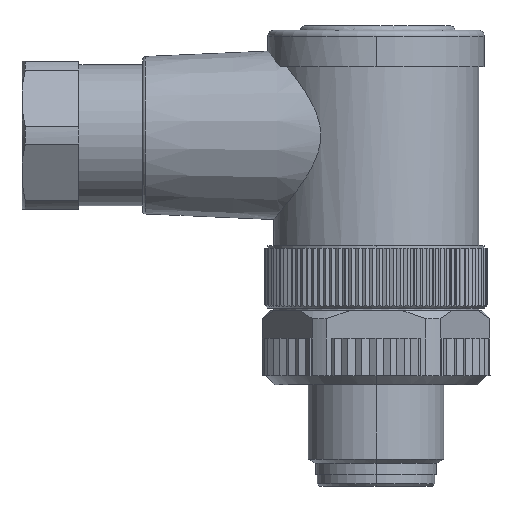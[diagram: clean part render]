
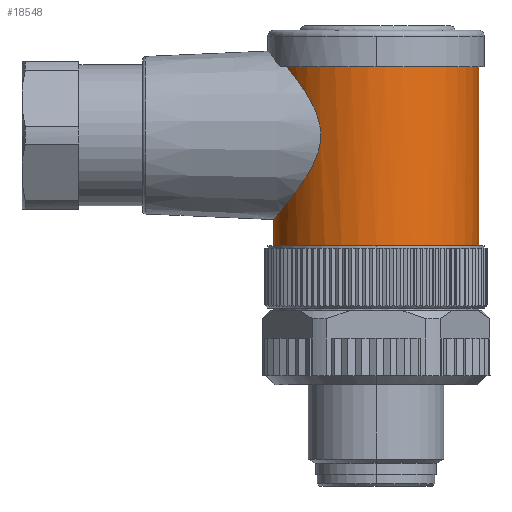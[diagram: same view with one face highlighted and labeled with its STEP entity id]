
A CAD part, left-side view. The second image highlights one B-rep face of the part: STEP entity #18548.
In plain terms, the highlighted cylindrical face has radius 9 mm (diameter 18 mm), a partial arc.
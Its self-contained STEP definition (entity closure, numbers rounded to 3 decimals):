
#18445=AXIS2_PLACEMENT_3D('Circle Axis2P3D',#18443,#18444,$) ;
#18465=AXIS2_PLACEMENT_3D('Cylinder Axis2P3D',#18462,#18463,#18464) ;
#18443=CARTESIAN_POINT('Axis2P3D Location',(10.,10.,21.1)) ;
#18447=CARTESIAN_POINT('Vertex',(10.,19.,21.1)) ;
#18449=CARTESIAN_POINT('Vertex',(10.,1.,21.1)) ;
#18462=CARTESIAN_POINT('Axis2P3D Location',(10.,10.,39.5)) ;
#18467=CARTESIAN_POINT('Line Origine',(10.,19.,39.5)) ;
#18471=CARTESIAN_POINT('Vertex',(10.,19.,23.4)) ;
#18474=CARTESIAN_POINT('Line Origine',(10.,1.,39.5)) ;
#18478=CARTESIAN_POINT('Vertex',(10.,1.,36.8)) ;
#18482=CARTESIAN_POINT('Control Point',(10.,1.,36.8)) ;
#18483=CARTESIAN_POINT('Control Point',(7.634,1.,36.8)) ;
#18484=CARTESIAN_POINT('Control Point',(5.268,1.777,36.8)) ;
#18485=CARTESIAN_POINT('Control Point',(3.247,3.337,36.8)) ;
#18486=CARTESIAN_POINT('Control Point',(0.542,7.52,36.8)) ;
#18487=CARTESIAN_POINT('Control Point',(0.846,12.491,36.8)) ;
#18488=CARTESIAN_POINT('Control Point',(1.842,14.842,36.8)) ;
#18489=CARTESIAN_POINT('Control Point',(3.522,16.681,36.8)) ;
#18490=CARTESIAN_POINT('Control Point',(5.583,17.842,36.8)) ;
#18491=CARTESIAN_POINT('Vertex',(5.583,17.842,36.8)) ;
#18495=CARTESIAN_POINT('Control Point',(2.869,15.491,33.288)) ;
#18496=CARTESIAN_POINT('Control Point',(3.273,16.016,34.377)) ;
#18497=CARTESIAN_POINT('Control Point',(3.856,16.668,35.327)) ;
#18498=CARTESIAN_POINT('Control Point',(4.637,17.309,36.132)) ;
#18499=CARTESIAN_POINT('Control Point',(5.583,17.842,36.8)) ;
#18500=CARTESIAN_POINT('Vertex',(2.869,15.491,33.288)) ;
#18504=CARTESIAN_POINT('Control Point',(2.42,14.853,30.892)) ;
#18505=CARTESIAN_POINT('Control Point',(2.428,14.865,31.526)) ;
#18506=CARTESIAN_POINT('Control Point',(2.517,15.006,32.154)) ;
#18507=CARTESIAN_POINT('Control Point',(2.667,15.228,32.743)) ;
#18508=CARTESIAN_POINT('Control Point',(2.869,15.491,33.288)) ;
#18509=CARTESIAN_POINT('Vertex',(2.42,14.853,30.892)) ;
#18513=CARTESIAN_POINT('Control Point',(2.813,15.418,28.468)) ;
#18514=CARTESIAN_POINT('Control Point',(2.622,15.164,29.02)) ;
#18515=CARTESIAN_POINT('Control Point',(2.487,14.958,29.621)) ;
#18516=CARTESIAN_POINT('Control Point',(2.412,14.84,30.258)) ;
#18517=CARTESIAN_POINT('Control Point',(2.42,14.853,30.892)) ;
#18518=CARTESIAN_POINT('Vertex',(2.813,15.418,28.468)) ;
#18522=CARTESIAN_POINT('Control Point',(5.445,17.762,24.9)) ;
#18523=CARTESIAN_POINT('Control Point',(4.52,17.22,25.584)) ;
#18524=CARTESIAN_POINT('Control Point',(3.758,16.574,26.401)) ;
#18525=CARTESIAN_POINT('Control Point',(3.194,15.923,27.364)) ;
#18526=CARTESIAN_POINT('Control Point',(2.813,15.418,28.468)) ;
#18527=CARTESIAN_POINT('Vertex',(5.445,17.762,24.9)) ;
#18531=CARTESIAN_POINT('Control Point',(10.,19.,23.4)) ;
#18532=CARTESIAN_POINT('Control Point',(8.737,19.,23.4)) ;
#18533=CARTESIAN_POINT('Control Point',(7.477,18.761,23.7)) ;
#18534=CARTESIAN_POINT('Control Point',(6.367,18.303,24.218)) ;
#18535=CARTESIAN_POINT('Control Point',(5.445,17.762,24.9)) ;
#18444=DIRECTION('Axis2P3D Direction',(0.,-0.,1.)) ;
#18463=DIRECTION('Axis2P3D Direction',(0.,0.,-1.)) ;
#18464=DIRECTION('Axis2P3D XDirection',(0.,-1.,0.)) ;
#18468=DIRECTION('Vector Direction',(0.,0.,-1.)) ;
#18475=DIRECTION('Vector Direction',(0.,0.,-1.)) ;
#18469=VECTOR('Line Direction',#18468,1.) ;
#18476=VECTOR('Line Direction',#18475,1.) ;
#18538=ORIENTED_EDGE('',*,*,#18473,.F.) ;
#18539=ORIENTED_EDGE('',*,*,#18451,.T.) ;
#18540=ORIENTED_EDGE('',*,*,#18480,.F.) ;
#18541=ORIENTED_EDGE('',*,*,#18493,.T.) ;
#18542=ORIENTED_EDGE('',*,*,#18502,.F.) ;
#18543=ORIENTED_EDGE('',*,*,#18511,.F.) ;
#18544=ORIENTED_EDGE('',*,*,#18520,.F.) ;
#18545=ORIENTED_EDGE('',*,*,#18529,.F.) ;
#18546=ORIENTED_EDGE('',*,*,#18536,.F.) ;
#18548=ADVANCED_FACE('Hauptkoerper',(#18547),#18466,.T.) ;
#18481=B_SPLINE_CURVE_WITH_KNOTS('',5,(#18482,#18483,#18484,#18485,#18486,#18487,#18488,#18489,#18490),.UNSPECIFIED.,.F.,.U.,(6,3,6),(-11.829,0.,11.829),.UNSPECIFIED.) ;
#18494=B_SPLINE_CURVE_WITH_KNOTS('',4,(#18495,#18496,#18497,#18498,#18499),.UNSPECIFIED.,.F.,.U.,(5,5),(0.,7.246),.UNSPECIFIED.) ;
#18503=B_SPLINE_CURVE_WITH_KNOTS('',4,(#18504,#18505,#18506,#18507,#18508),.UNSPECIFIED.,.F.,.U.,(5,5),(0.,3.625),.UNSPECIFIED.) ;
#18512=B_SPLINE_CURVE_WITH_KNOTS('',4,(#18513,#18514,#18515,#18516,#18517),.UNSPECIFIED.,.F.,.U.,(5,5),(0.,3.627),.UNSPECIFIED.) ;
#18521=B_SPLINE_CURVE_WITH_KNOTS('',4,(#18522,#18523,#18524,#18525,#18526),.UNSPECIFIED.,.F.,.U.,(5,5),(0.,7.241),.UNSPECIFIED.) ;
#18530=B_SPLINE_CURVE_WITH_KNOTS('',4,(#18531,#18532,#18533,#18534,#18535),.UNSPECIFIED.,.F.,.U.,(5,5),(0.,7.219),.UNSPECIFIED.) ;
#18446=CIRCLE('generated circle',#18445,9.) ;
#18466=CYLINDRICAL_SURFACE('generated cylinder',#18465,9.) ;
#18451=EDGE_CURVE('',#18448,#18450,#18446,.T.) ;
#18473=EDGE_CURVE('',#18448,#18472,#18470,.F.) ;
#18480=EDGE_CURVE('',#18479,#18450,#18477,.T.) ;
#18493=EDGE_CURVE('',#18479,#18492,#18481,.T.) ;
#18502=EDGE_CURVE('',#18501,#18492,#18494,.T.) ;
#18511=EDGE_CURVE('',#18510,#18501,#18503,.T.) ;
#18520=EDGE_CURVE('',#18519,#18510,#18512,.T.) ;
#18529=EDGE_CURVE('',#18528,#18519,#18521,.T.) ;
#18536=EDGE_CURVE('',#18472,#18528,#18530,.T.) ;
#18537=EDGE_LOOP('',(#18538,#18539,#18540,#18541,#18542,#18543,#18544,#18545,#18546)) ;
#18547=FACE_OUTER_BOUND('',#18537,.T.) ;
#18470=LINE('Line',#18467,#18469) ;
#18477=LINE('Line',#18474,#18476) ;
#18448=VERTEX_POINT('',#18447) ;
#18450=VERTEX_POINT('',#18449) ;
#18472=VERTEX_POINT('',#18471) ;
#18479=VERTEX_POINT('',#18478) ;
#18492=VERTEX_POINT('',#18491) ;
#18501=VERTEX_POINT('',#18500) ;
#18510=VERTEX_POINT('',#18509) ;
#18519=VERTEX_POINT('',#18518) ;
#18528=VERTEX_POINT('',#18527) ;
